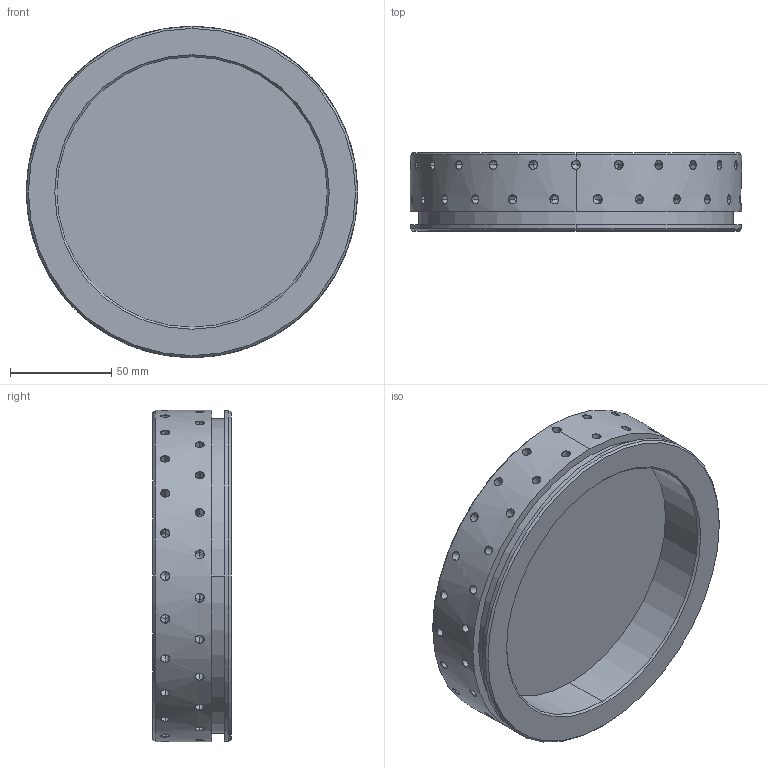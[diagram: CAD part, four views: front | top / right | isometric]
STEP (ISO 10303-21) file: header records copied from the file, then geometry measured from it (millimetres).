
FILE_DESCRIPTION (( 'STEP AP214' ), '1' );
FILE_NAME ('R7_ENG_2300.STEP', '2024-12-08T20:13:44', ( '' ), ( '' ), 'SwSTEP 2.0', 'SolidWorks 2023', '' );
FILE_SCHEMA (( 'AUTOMOTIVE_DESIGN' ));
Length unit declared in the file: millimetre
Products named in the file (1): R7_ENG_2300
Bounding box: 163.4 x 38.5 x 163.4 mm (x, y, z)
Volume: 459544.7 mm3; surface area: 79665.2 mm2
Topology: 1 solids, 1 shells, 307 faces, 714 edges, 362 vertices
Faces by surface type: cone 198, cylinder 104, plane 5
Entity records: 10345 total; most frequent: CARTESIAN_POINT 3984, DIRECTION 1348, ORIENTED_EDGE 1236, EDGE_CURVE 618, AXIS2_PLACEMENT_3D 522, VERTEX_POINT 362, EDGE_LOOP 356, ADVANCED_FACE 307
